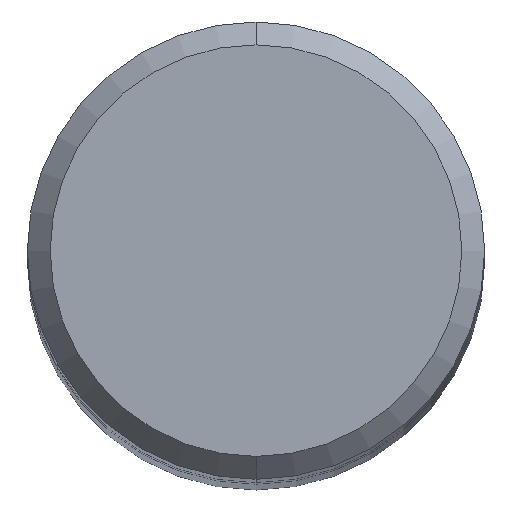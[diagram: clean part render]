
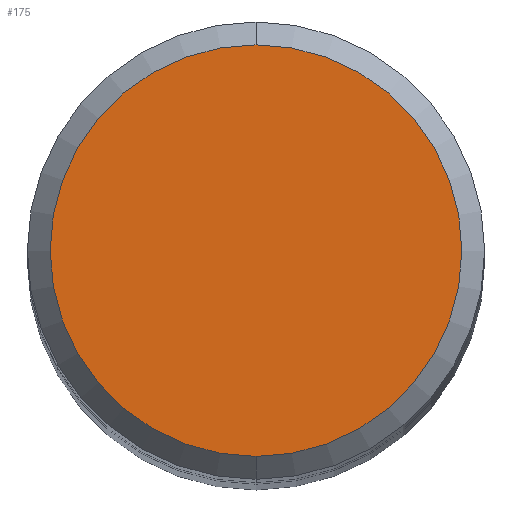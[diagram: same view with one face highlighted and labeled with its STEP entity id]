
A CAD part, top view. The second image highlights one B-rep face of the part: STEP entity #175.
In plain terms, the highlighted planar face has unit normal (0, 0, 1).
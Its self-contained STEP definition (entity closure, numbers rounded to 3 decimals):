
#171=EDGE_CURVE('',#233,#317,#462,.T.);
#175=ADVANCED_FACE('',(#466),#467,.T.);
#233=VERTEX_POINT('',#528);
#253=EDGE_CURVE('',#317,#233,#554,.T.);
#317=VERTEX_POINT('',#625);
#462=CIRCLE('',#775,5.4);
#466=FACE_OUTER_BOUND('',#780,.T.);
#467=PLANE('',#781);
#528=CARTESIAN_POINT('',(0.,-5.4,0.0));
#554=CIRCLE('',#974,5.4);
#625=CARTESIAN_POINT('',(0.0,5.4,0.0));
#775=AXIS2_PLACEMENT_3D('',#1446,#1447,#1448);
#780=EDGE_LOOP('',(#1453,#1454));
#781=AXIS2_PLACEMENT_3D('',#1455,#1456,#1457);
#974=AXIS2_PLACEMENT_3D('',#1550,#1551,#1552);
#1446=CARTESIAN_POINT('',(0.0,0.0,0.0));
#1447=DIRECTION('',(0.0,0.0,-1.0));
#1448=DIRECTION('',(0.0,1.0,0.0));
#1453=ORIENTED_EDGE('',*,*,#253,.F.);
#1454=ORIENTED_EDGE('',*,*,#171,.F.);
#1455=CARTESIAN_POINT('',(0.0,2.7,0.0));
#1456=DIRECTION('',(-0.0,0.0,1.0));
#1457=DIRECTION('',(0.0,-1.0,0.0));
#1550=CARTESIAN_POINT('',(0.0,0.0,0.0));
#1551=DIRECTION('',(0.0,0.0,-1.0));
#1552=DIRECTION('',(0.0,1.0,0.0));
